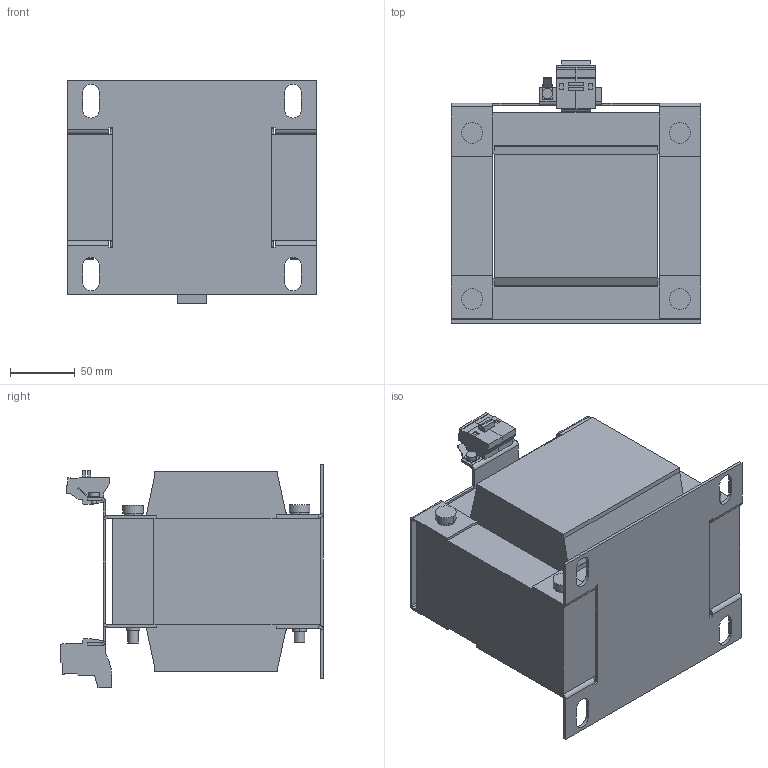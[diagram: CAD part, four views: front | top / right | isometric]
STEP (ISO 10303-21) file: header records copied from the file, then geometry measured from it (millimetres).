
FILE_DESCRIPTION (( 'STEP AP214' ), '1' );
FILE_NAME ('211769.STEP', '2020-07-21T07:28:55', ( '' ), ( '' ), 'SwSTEP 2.0', 'SolidWorks 2018', '' );
FILE_SCHEMA (( 'AUTOMOTIVE_DESIGN' ));
Length unit declared in the file: millimetre
Products named in the file (1): 211769
Bounding box: 192 x 202.4 x 171.8 mm (x, y, z)
Volume: 3580396.2 mm3; surface area: 319673.1 mm2
Topology: 1 solids, 1 shells, 407 faces, 1014 edges, 627 vertices
Faces by surface type: plane 314, cylinder 93
Entity records: 11934 total; most frequent: CARTESIAN_POINT 2049, ORIENTED_EDGE 2028, DIRECTION 2022, EDGE_CURVE 1014, VECTOR 822, LINE 822, VERTEX_POINT 627, AXIS2_PLACEMENT_3D 600
